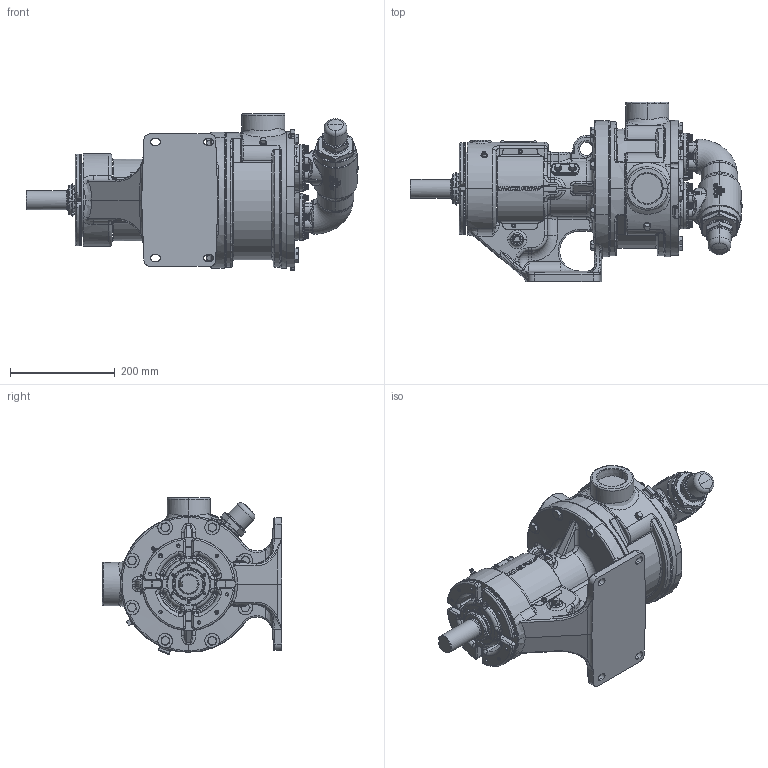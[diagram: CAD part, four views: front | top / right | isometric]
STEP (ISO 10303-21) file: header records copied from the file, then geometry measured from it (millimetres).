
FILE_DESCRIPTION (( 'STEP AP214' ), '1' );
FILE_NAME ('LV-4759.step', '2025-12-05T03:29:35', ( '' ), ( '' ), 'SwSTEP 2.0', 'SolidWorks 2024', '' );
FILE_SCHEMA (( 'AUTOMOTIVE_DESIGN' ));
Length unit declared in the file: inch
Products named in the file (1): LV-4759
Bounding box: 635.25 x 342.9 x 300.14 mm (x, y, z)
Volume: 13825533.1 mm3; surface area: 819413.2 mm2
Topology: 1 solids, 1 shells, 5286 faces, 13537 edges, 8394 vertices
Faces by surface type: plane 1744, bspline 1479, cylinder 1116, cone 642, torus 224, sphere 81
Entity records: 235513 total; most frequent: CARTESIAN_POINT 119929, ORIENTED_EDGE 26796, DIRECTION 20205, EDGE_CURVE 13398, VERTEX_POINT 8389, AXIS2_PLACEMENT_3D 7610, EDGE_LOOP 5585, FACE_OUTER_BOUND 5286
